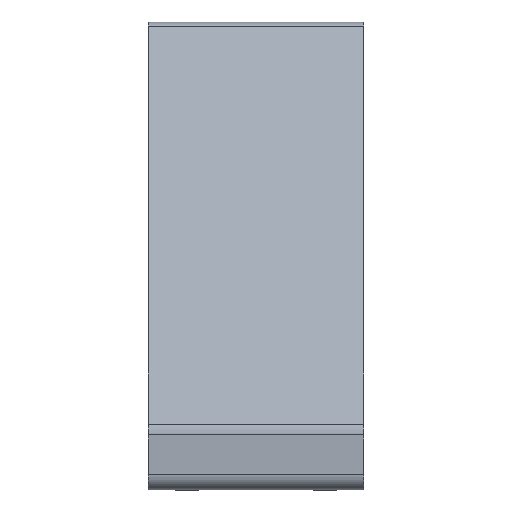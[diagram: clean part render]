
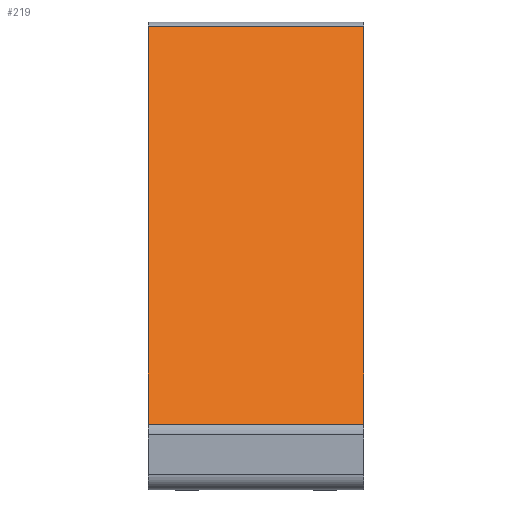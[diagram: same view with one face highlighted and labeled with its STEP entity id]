
A CAD part, top view. The second image highlights one B-rep face of the part: STEP entity #219.
In plain terms, the highlighted face is planar.
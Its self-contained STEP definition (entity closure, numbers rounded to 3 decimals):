
#219 = ADVANCED_FACE( '', ( #429 ), #430, .F. );
#429 = FACE_OUTER_BOUND( '', #629, .T. );
#430 = PLANE( '', #630 );
#629 = EDGE_LOOP( '', ( #1192, #1193, #1194, #1195 ) );
#630 = AXIS2_PLACEMENT_3D( '', #1196, #1197, #1198 );
#1192 = ORIENTED_EDGE( '', *, *, #1445, .T. );
#1193 = ORIENTED_EDGE( '', *, *, #1488, .F. );
#1194 = ORIENTED_EDGE( '', *, *, #1481, .F. );
#1195 = ORIENTED_EDGE( '', *, *, #1490, .T. );
#1196 = CARTESIAN_POINT( '', ( 36.602, 40., 14. ) );
#1197 = DIRECTION( '', ( 0., -1., 0. ) );
#1198 = DIRECTION( '', ( 0., 0., -1. ) );
#1445 = EDGE_CURVE( '', #1796, #1794, #1797, .T. );
#1481 = EDGE_CURVE( '', #1840, #1842, #1843, .T. );
#1488 = EDGE_CURVE( '', #1842, #1794, #1850, .T. );
#1490 = EDGE_CURVE( '', #1840, #1796, #1852, .T. );
#1794 = VERTEX_POINT( '', #2263 );
#1796 = VERTEX_POINT( '', #2265 );
#1797 = LINE( '', #2266, #2267 );
#1840 = VERTEX_POINT( '', #2326 );
#1842 = VERTEX_POINT( '', #2328 );
#1843 = LINE( '', #2329, #2330 );
#1850 = LINE( '', #2338, #2339 );
#1852 = LINE( '', #2341, #2342 );
#2263 = CARTESIAN_POINT( '', ( -36.602, 40., -14. ) );
#2265 = CARTESIAN_POINT( '', ( 36.602, 40., -14. ) );
#2266 = CARTESIAN_POINT( '', ( 36.602, 40., -14. ) );
#2267 = VECTOR( '', #2583, 1000. );
#2326 = CARTESIAN_POINT( '', ( 36.602, 40., 14. ) );
#2328 = CARTESIAN_POINT( '', ( -36.602, 40., 14. ) );
#2329 = CARTESIAN_POINT( '', ( 36.602, 40., 14. ) );
#2330 = VECTOR( '', #2624, 1000. );
#2338 = CARTESIAN_POINT( '', ( -36.602, 40., 14. ) );
#2339 = VECTOR( '', #2632, 1000. );
#2341 = CARTESIAN_POINT( '', ( 36.602, 40., 14. ) );
#2342 = VECTOR( '', #2633, 1000. );
#2583 = DIRECTION( '', ( -1., 0., 0. ) );
#2624 = DIRECTION( '', ( -1., 0., 0. ) );
#2632 = DIRECTION( '', ( 0., 0., -1. ) );
#2633 = DIRECTION( '', ( 0., 0., -1. ) );
